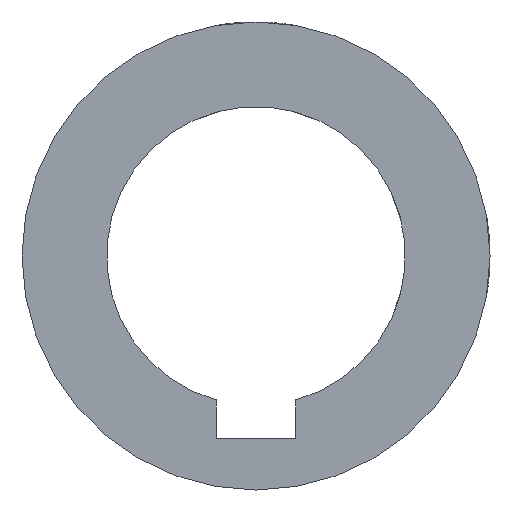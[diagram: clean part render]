
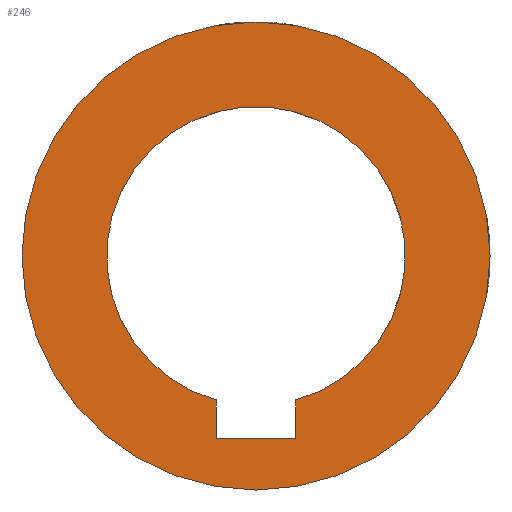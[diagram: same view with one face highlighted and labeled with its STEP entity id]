
A CAD part, front view. The second image highlights one B-rep face of the part: STEP entity #246.
In plain terms, the highlighted planar face has unit normal (0, -1, 0).
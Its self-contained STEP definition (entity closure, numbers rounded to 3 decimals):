
#28 = LINE ( 'NONE', #406, #310 ) ;
#36 = VERTEX_POINT ( 'NONE', #128 ) ;
#40 = CARTESIAN_POINT ( 'NONE',  ( 0., 0., 0. ) ) ;
#49 = CARTESIAN_POINT ( 'NONE',  ( 0., 0., 23.5 ) ) ;
#56 = CIRCLE ( 'NONE', #227, 23.5 ) ;
#58 = ORIENTED_EDGE ( 'NONE', *, *, #94, .F. ) ;
#89 = VERTEX_POINT ( 'NONE', #160 ) ;
#94 = EDGE_CURVE ( 'NONE', #167, #167, #56, .T. ) ;
#111 = FACE_BOUND ( 'NONE', #288, .T. ) ;
#115 = CARTESIAN_POINT ( 'NONE',  ( 0., 0., 0. ) ) ;
#116 = ORIENTED_EDGE ( 'NONE', *, *, #455, .F. ) ;
#128 = CARTESIAN_POINT ( 'NONE',  ( 4., 0., -18.3 ) ) ;
#131 = CARTESIAN_POINT ( 'NONE',  ( 4., 0., -14.457 ) ) ;
#141 = ORIENTED_EDGE ( 'NONE', *, *, #529, .T. ) ;
#145 = LINE ( 'NONE', #229, #346 ) ;
#152 = EDGE_LOOP ( 'NONE', ( #58 ) ) ;
#158 = DIRECTION ( 'NONE',  ( 0., 0., 1. ) ) ;
#160 = CARTESIAN_POINT ( 'NONE',  ( -4., 0., -18.3 ) ) ;
#161 = LINE ( 'NONE', #289, #299 ) ;
#167 = VERTEX_POINT ( 'NONE', #49 ) ;
#168 = CARTESIAN_POINT ( 'NONE',  ( -4., 0., -14.457 ) ) ;
#179 = FACE_OUTER_BOUND ( 'NONE', #152, .T. ) ;
#181 = DIRECTION ( 'NONE',  ( 1., 0., 0. ) ) ;
#183 = DIRECTION ( 'NONE',  ( 0., 0., -1. ) ) ;
#191 = DIRECTION ( 'NONE',  ( 0., 1., 0. ) ) ;
#196 = PLANE ( 'NONE',  #237 ) ;
#227 = AXIS2_PLACEMENT_3D ( 'NONE', #297, #471, #384 ) ;
#229 = CARTESIAN_POINT ( 'NONE',  ( 0., 0., -18.3 ) ) ;
#237 = AXIS2_PLACEMENT_3D ( 'NONE', #115, #283, #495 ) ;
#246 = ADVANCED_FACE ( 'NONE', ( #179, #111 ), #196, .F. ) ;
#254 = EDGE_CURVE ( 'NONE', #271, #89, #28, .T. ) ;
#271 = VERTEX_POINT ( 'NONE', #168 ) ;
#283 = DIRECTION ( 'NONE',  ( 0., 1., 0. ) ) ;
#284 = ORIENTED_EDGE ( 'NONE', *, *, #479, .F. ) ;
#288 = EDGE_LOOP ( 'NONE', ( #141, #284, #116, #330 ) ) ;
#289 = CARTESIAN_POINT ( 'NONE',  ( 4., 0., 0. ) ) ;
#296 = VERTEX_POINT ( 'NONE', #131 ) ;
#297 = CARTESIAN_POINT ( 'NONE',  ( 0., 0., 0. ) ) ;
#299 = VECTOR ( 'NONE', #325, 1000. ) ;
#310 = VECTOR ( 'NONE', #183, 1000. ) ;
#325 = DIRECTION ( 'NONE',  ( 0., 0., 1. ) ) ;
#330 = ORIENTED_EDGE ( 'NONE', *, *, #254, .F. ) ;
#346 = VECTOR ( 'NONE', #181, 1000. ) ;
#375 = CIRCLE ( 'NONE', #443, 15. ) ;
#384 = DIRECTION ( 'NONE',  ( 0., 0., 1. ) ) ;
#406 = CARTESIAN_POINT ( 'NONE',  ( -4., 0., 0. ) ) ;
#443 = AXIS2_PLACEMENT_3D ( 'NONE', #40, #191, #158 ) ;
#455 = EDGE_CURVE ( 'NONE', #89, #36, #145, .T. ) ;
#471 = DIRECTION ( 'NONE',  ( 0., 1., 0. ) ) ;
#479 = EDGE_CURVE ( 'NONE', #36, #296, #161, .T. ) ;
#495 = DIRECTION ( 'NONE',  ( 0., 0., 1. ) ) ;
#529 = EDGE_CURVE ( 'NONE', #271, #296, #375, .T. ) ;
